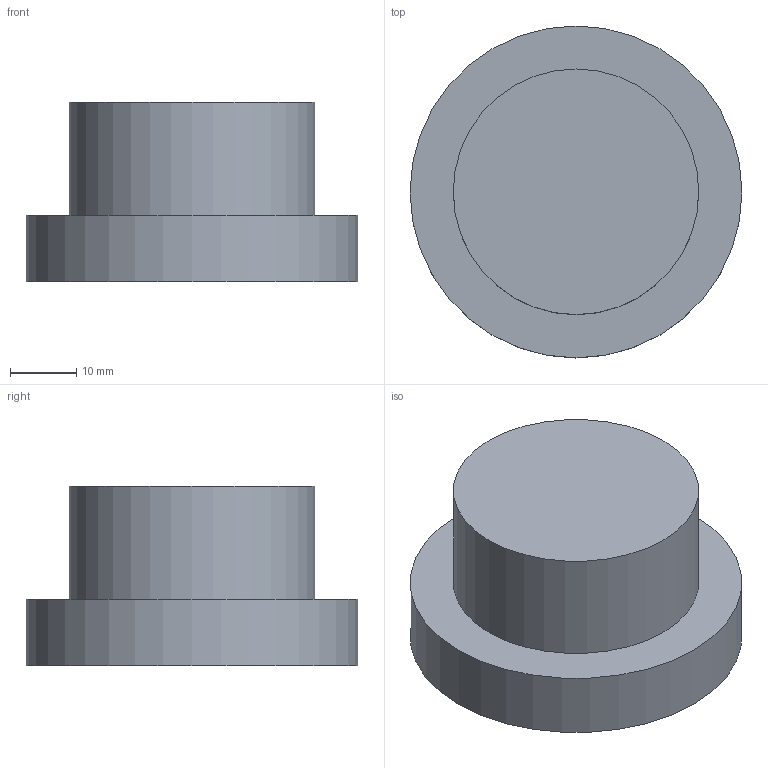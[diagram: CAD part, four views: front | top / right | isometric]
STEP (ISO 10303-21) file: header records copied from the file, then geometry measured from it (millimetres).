
FILE_DESCRIPTION(/* description */ (''),/* implementation_level */ '2;1');
FILE_NAME(/* name */ 'cap_ipt_e960918f.STEP',/* time_stamp */ '2021-11-27T22:58:40+02:00',/* author */ ('Hesha'),/* organization */ (''),/* preprocessor_version */ 'ST-DEVELOPER v18',/* originating_system */ 'Autodesk Inventor 2020',/* authorisation */ '');
FILE_SCHEMA (('AUTOMOTIVE_DESIGN { 1 0 10303 214 3 1 1 }'));
Length unit declared in the file: millimetre
Products named in the file (1): cap
Bounding box: 50 x 50 x 27 mm (x, y, z)
Volume: 37913.5 mm3; surface area: 7473.8 mm2
Topology: 1 solids, 1 shells, 5 faces, 10 edges, 8 vertices
Faces by surface type: plane 3, cylinder 2
Full cylindrical faces by diameter (mm): 37 x1, 50 x1
Entity records: 185 total; most frequent: DIRECTION 30, CARTESIAN_POINT 24, ORIENTED_EDGE 20, AXIS2_PLACEMENT_3D 14, EDGE_CURVE 10, CIRCLE 8, VERTEX_POINT 8, EDGE_LOOP 6
